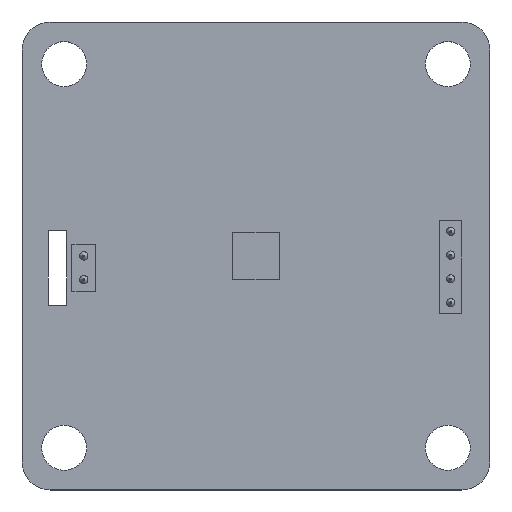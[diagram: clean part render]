
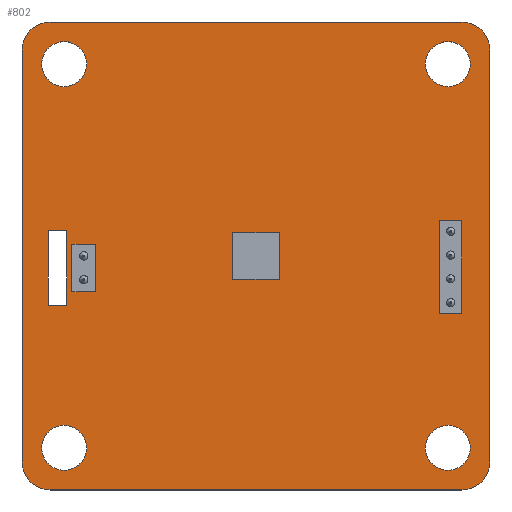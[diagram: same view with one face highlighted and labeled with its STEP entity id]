
A CAD part, top view. The second image highlights one B-rep face of the part: STEP entity #802.
In plain terms, the highlighted planar face has unit normal (0, 0, 1).
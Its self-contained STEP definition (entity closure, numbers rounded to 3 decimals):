
#47 = VERTEX_POINT('',#48);
#48 = CARTESIAN_POINT('',(5.,13.,0.));
#54 = EDGE_CURVE('',#47,#55,#57,.T.);
#55 = VERTEX_POINT('',#56);
#56 = CARTESIAN_POINT('',(5.,57.,0.));
#57 = LINE('',#58,#59);
#58 = CARTESIAN_POINT('',(5.,13.,0.));
#59 = VECTOR('',#60,1.);
#60 = DIRECTION('',(0.,1.,0.));
#85 = EDGE_CURVE('',#55,#86,#88,.T.);
#86 = VERTEX_POINT('',#87);
#87 = CARTESIAN_POINT('',(8.,60.,0.));
#88 = CIRCLE('',#89,3.001);
#89 = AXIS2_PLACEMENT_3D('',#90,#91,#92);
#90 = CARTESIAN_POINT('',(8.001,56.999,0.));
#91 = DIRECTION('',(0.,0.,-1.));
#92 = DIRECTION('',(-1.,0.,0.));
#118 = EDGE_CURVE('',#86,#119,#121,.T.);
#119 = VERTEX_POINT('',#120);
#120 = CARTESIAN_POINT('',(52.,60.,0.));
#121 = LINE('',#122,#123);
#122 = CARTESIAN_POINT('',(8.,60.,0.));
#123 = VECTOR('',#124,1.);
#124 = DIRECTION('',(1.,0.,0.));
#149 = EDGE_CURVE('',#119,#150,#152,.T.);
#150 = VERTEX_POINT('',#151);
#151 = CARTESIAN_POINT('',(55.,57.,0.));
#152 = CIRCLE('',#153,3.001);
#153 = AXIS2_PLACEMENT_3D('',#154,#155,#156);
#154 = CARTESIAN_POINT('',(51.999,56.999,0.));
#155 = DIRECTION('',(0.,0.,-1.));
#156 = DIRECTION('',(0.,1.,0.));
#182 = EDGE_CURVE('',#150,#183,#185,.T.);
#183 = VERTEX_POINT('',#184);
#184 = CARTESIAN_POINT('',(55.,13.,0.));
#185 = LINE('',#186,#187);
#186 = CARTESIAN_POINT('',(55.,57.,0.));
#187 = VECTOR('',#188,1.);
#188 = DIRECTION('',(0.,-1.,0.));
#213 = EDGE_CURVE('',#183,#214,#216,.T.);
#214 = VERTEX_POINT('',#215);
#215 = CARTESIAN_POINT('',(52.,10.,0.));
#216 = CIRCLE('',#217,3.001);
#217 = AXIS2_PLACEMENT_3D('',#218,#219,#220);
#218 = CARTESIAN_POINT('',(51.999,13.001,0.));
#219 = DIRECTION('',(0.,0.,-1.));
#220 = DIRECTION('',(1.,0.,0.));
#246 = EDGE_CURVE('',#214,#247,#249,.T.);
#247 = VERTEX_POINT('',#248);
#248 = CARTESIAN_POINT('',(8.,10.,0.));
#249 = LINE('',#250,#251);
#250 = CARTESIAN_POINT('',(52.,10.,0.));
#251 = VECTOR('',#252,1.);
#252 = DIRECTION('',(-1.,0.,0.));
#277 = EDGE_CURVE('',#247,#47,#278,.T.);
#278 = CIRCLE('',#279,3.001);
#279 = AXIS2_PLACEMENT_3D('',#280,#281,#282);
#280 = CARTESIAN_POINT('',(8.001,13.001,0.));
#281 = DIRECTION('',(0.,0.,-1.));
#282 = DIRECTION('',(0.,-1.,0.));
#303 = VERTEX_POINT('',#304);
#304 = CARTESIAN_POINT('',(9.8,29.73,0.));
#310 = EDGE_CURVE('',#303,#311,#313,.T.);
#311 = VERTEX_POINT('',#312);
#312 = CARTESIAN_POINT('',(7.8,29.73,0.));
#313 = LINE('',#314,#315);
#314 = CARTESIAN_POINT('',(9.8,29.73,0.));
#315 = VECTOR('',#316,1.);
#316 = DIRECTION('',(-1.,0.,0.));
#341 = EDGE_CURVE('',#311,#342,#344,.T.);
#342 = VERTEX_POINT('',#343);
#343 = CARTESIAN_POINT('',(7.8,37.73,0.));
#344 = LINE('',#345,#346);
#345 = CARTESIAN_POINT('',(7.8,29.73,0.));
#346 = VECTOR('',#347,1.);
#347 = DIRECTION('',(0.,1.,0.));
#372 = EDGE_CURVE('',#342,#373,#375,.T.);
#373 = VERTEX_POINT('',#374);
#374 = CARTESIAN_POINT('',(9.8,37.73,0.));
#375 = LINE('',#376,#377);
#376 = CARTESIAN_POINT('',(7.8,37.73,0.));
#377 = VECTOR('',#378,1.);
#378 = DIRECTION('',(1.,0.,0.));
#403 = EDGE_CURVE('',#373,#303,#404,.T.);
#404 = LINE('',#405,#406);
#405 = CARTESIAN_POINT('',(9.8,37.73,0.));
#406 = VECTOR('',#407,1.);
#407 = DIRECTION('',(0.,-1.,0.));
#427 = VERTEX_POINT('',#428);
#428 = CARTESIAN_POINT('',(11.9,14.5,0.));
#434 = EDGE_CURVE('',#427,#427,#435,.T.);
#435 = CIRCLE('',#436,2.4);
#436 = AXIS2_PLACEMENT_3D('',#437,#438,#439);
#437 = CARTESIAN_POINT('',(9.5,14.5,0.));
#438 = DIRECTION('',(0.,0.,1.));
#439 = DIRECTION('',(1.,0.,0.));
#460 = VERTEX_POINT('',#461);
#461 = CARTESIAN_POINT('',(11.9,55.5,0.));
#467 = EDGE_CURVE('',#460,#460,#468,.T.);
#468 = CIRCLE('',#469,2.4);
#469 = AXIS2_PLACEMENT_3D('',#470,#471,#472);
#470 = CARTESIAN_POINT('',(9.5,55.5,0.));
#471 = DIRECTION('',(0.,0.,1.));
#472 = DIRECTION('',(1.,0.,0.));
#493 = VERTEX_POINT('',#494);
#494 = CARTESIAN_POINT('',(12.15,32.46,0.));
#500 = EDGE_CURVE('',#493,#493,#501,.T.);
#501 = CIRCLE('',#502,0.55);
#502 = AXIS2_PLACEMENT_3D('',#503,#504,#505);
#503 = CARTESIAN_POINT('',(11.6,32.46,0.));
#504 = DIRECTION('',(0.,0.,1.));
#505 = DIRECTION('',(1.,0.,0.));
#526 = VERTEX_POINT('',#527);
#527 = CARTESIAN_POINT('',(12.15,35.,0.));
#533 = EDGE_CURVE('',#526,#526,#534,.T.);
#534 = CIRCLE('',#535,0.55);
#535 = AXIS2_PLACEMENT_3D('',#536,#537,#538);
#536 = CARTESIAN_POINT('',(11.6,35.,0.));
#537 = DIRECTION('',(0.,0.,1.));
#538 = DIRECTION('',(1.,0.,0.));
#559 = VERTEX_POINT('',#560);
#560 = CARTESIAN_POINT('',(51.325,32.54,0.));
#566 = EDGE_CURVE('',#559,#559,#567,.T.);
#567 = CIRCLE('',#568,0.525);
#568 = AXIS2_PLACEMENT_3D('',#569,#570,#571);
#569 = CARTESIAN_POINT('',(50.8,32.54,0.));
#570 = DIRECTION('',(0.,0.,1.));
#571 = DIRECTION('',(1.,0.,0.));
#592 = VERTEX_POINT('',#593);
#593 = CARTESIAN_POINT('',(52.9,14.5,0.));
#599 = EDGE_CURVE('',#592,#592,#600,.T.);
#600 = CIRCLE('',#601,2.4);
#601 = AXIS2_PLACEMENT_3D('',#602,#603,#604);
#602 = CARTESIAN_POINT('',(50.5,14.5,0.));
#603 = DIRECTION('',(0.,0.,1.));
#604 = DIRECTION('',(1.,0.,0.));
#625 = VERTEX_POINT('',#626);
#626 = CARTESIAN_POINT('',(51.325,30.,0.));
#632 = EDGE_CURVE('',#625,#625,#633,.T.);
#633 = CIRCLE('',#634,0.525);
#634 = AXIS2_PLACEMENT_3D('',#635,#636,#637);
#635 = CARTESIAN_POINT('',(50.8,30.,0.));
#636 = DIRECTION('',(0.,0.,1.));
#637 = DIRECTION('',(1.,0.,0.));
#658 = VERTEX_POINT('',#659);
#659 = CARTESIAN_POINT('',(51.325,35.08,0.));
#665 = EDGE_CURVE('',#658,#658,#666,.T.);
#666 = CIRCLE('',#667,0.525);
#667 = AXIS2_PLACEMENT_3D('',#668,#669,#670);
#668 = CARTESIAN_POINT('',(50.8,35.08,0.));
#669 = DIRECTION('',(0.,0.,1.));
#670 = DIRECTION('',(1.,0.,0.));
#691 = VERTEX_POINT('',#692);
#692 = CARTESIAN_POINT('',(51.325,37.62,0.));
#698 = EDGE_CURVE('',#691,#691,#699,.T.);
#699 = CIRCLE('',#700,0.525);
#700 = AXIS2_PLACEMENT_3D('',#701,#702,#703);
#701 = CARTESIAN_POINT('',(50.8,37.62,0.));
#702 = DIRECTION('',(0.,0.,1.));
#703 = DIRECTION('',(1.,0.,0.));
#724 = VERTEX_POINT('',#725);
#725 = CARTESIAN_POINT('',(52.9,55.5,0.));
#731 = EDGE_CURVE('',#724,#724,#732,.T.);
#732 = CIRCLE('',#733,2.4);
#733 = AXIS2_PLACEMENT_3D('',#734,#735,#736);
#734 = CARTESIAN_POINT('',(50.5,55.5,0.));
#735 = DIRECTION('',(0.,0.,1.));
#736 = DIRECTION('',(1.,0.,0.));
#802 = ADVANCED_FACE('',(#803,#813,#819,#822,#825,#828,#831,#834,#837,
    #840,#843,#846),#849,.T.);
#803 = FACE_BOUND('',#804,.F.);
#804 = EDGE_LOOP('',(#805,#806,#807,#808,#809,#810,#811,#812));
#805 = ORIENTED_EDGE('',*,*,#54,.T.);
#806 = ORIENTED_EDGE('',*,*,#85,.T.);
#807 = ORIENTED_EDGE('',*,*,#118,.T.);
#808 = ORIENTED_EDGE('',*,*,#149,.T.);
#809 = ORIENTED_EDGE('',*,*,#182,.T.);
#810 = ORIENTED_EDGE('',*,*,#213,.T.);
#811 = ORIENTED_EDGE('',*,*,#246,.T.);
#812 = ORIENTED_EDGE('',*,*,#277,.T.);
#813 = FACE_BOUND('',#814,.T.);
#814 = EDGE_LOOP('',(#815,#816,#817,#818));
#815 = ORIENTED_EDGE('',*,*,#310,.T.);
#816 = ORIENTED_EDGE('',*,*,#341,.T.);
#817 = ORIENTED_EDGE('',*,*,#372,.T.);
#818 = ORIENTED_EDGE('',*,*,#403,.T.);
#819 = FACE_BOUND('',#820,.T.);
#820 = EDGE_LOOP('',(#821));
#821 = ORIENTED_EDGE('',*,*,#434,.F.);
#822 = FACE_BOUND('',#823,.T.);
#823 = EDGE_LOOP('',(#824));
#824 = ORIENTED_EDGE('',*,*,#467,.F.);
#825 = FACE_BOUND('',#826,.T.);
#826 = EDGE_LOOP('',(#827));
#827 = ORIENTED_EDGE('',*,*,#500,.F.);
#828 = FACE_BOUND('',#829,.T.);
#829 = EDGE_LOOP('',(#830));
#830 = ORIENTED_EDGE('',*,*,#533,.F.);
#831 = FACE_BOUND('',#832,.T.);
#832 = EDGE_LOOP('',(#833));
#833 = ORIENTED_EDGE('',*,*,#566,.F.);
#834 = FACE_BOUND('',#835,.T.);
#835 = EDGE_LOOP('',(#836));
#836 = ORIENTED_EDGE('',*,*,#599,.F.);
#837 = FACE_BOUND('',#838,.T.);
#838 = EDGE_LOOP('',(#839));
#839 = ORIENTED_EDGE('',*,*,#632,.F.);
#840 = FACE_BOUND('',#841,.T.);
#841 = EDGE_LOOP('',(#842));
#842 = ORIENTED_EDGE('',*,*,#665,.F.);
#843 = FACE_BOUND('',#844,.T.);
#844 = EDGE_LOOP('',(#845));
#845 = ORIENTED_EDGE('',*,*,#698,.F.);
#846 = FACE_BOUND('',#847,.T.);
#847 = EDGE_LOOP('',(#848));
#848 = ORIENTED_EDGE('',*,*,#731,.F.);
#849 = PLANE('',#850);
#850 = AXIS2_PLACEMENT_3D('',#851,#852,#853);
#851 = CARTESIAN_POINT('',(5.,13.,0.));
#852 = DIRECTION('',(0.,0.,1.));
#853 = DIRECTION('',(1.,0.,0.));
